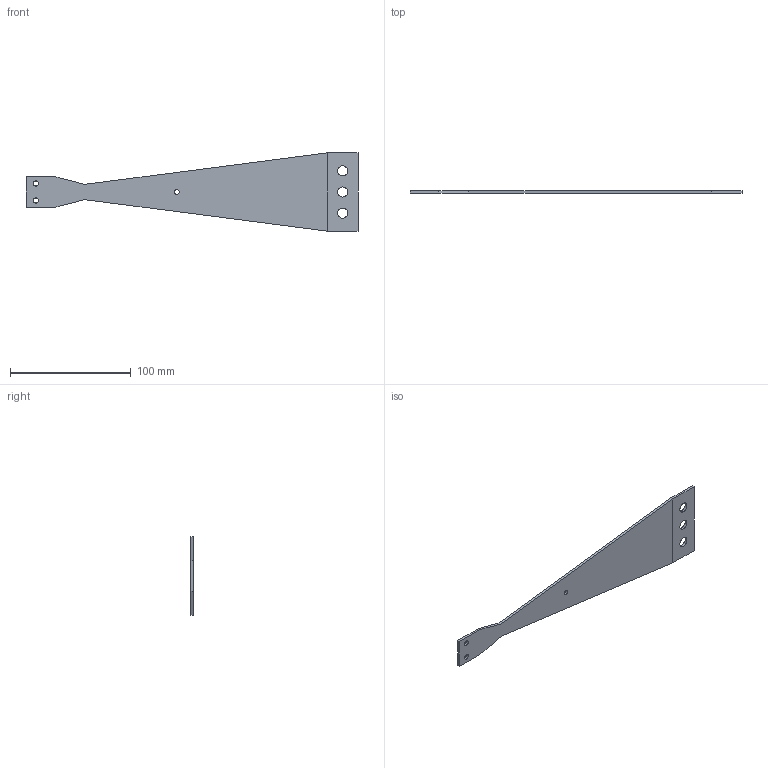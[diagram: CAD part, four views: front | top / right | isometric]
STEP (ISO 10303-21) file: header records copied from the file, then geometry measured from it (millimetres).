
FILE_DESCRIPTION (( 'STEP AP203' ), '1' );
FILE_NAME ('D020617-v2_aLIGO_SUS_HLTS_Upper_Blade.STEP', '2010-07-16T19:46:57', ( ' ' ), ( ' ' ), 'SwSTEP 2.0', 'SolidWorks 2010', '' );
FILE_SCHEMA (( 'CONFIG_CONTROL_DESIGN' ));
Length unit declared in the file: millimetre
Products named in the file (1): D020617-v2_aLIGO_SUS_HLTS_Upper_Blade
Bounding box: 275.44 x 2.05 x 65 mm (x, y, z)
Volume: 21204.5 mm3; surface area: 22255.6 mm2
Topology: 1 solids, 1 shells, 26 faces, 68 edges, 44 vertices
Faces by surface type: plane 14, cylinder 12
Entity records: 905 total; most frequent: DIRECTION 146, CARTESIAN_POINT 139, ORIENTED_EDGE 136, EDGE_CURVE 68, AXIS2_PLACEMENT_3D 51, VECTOR 44, VERTEX_POINT 44, LINE 44
